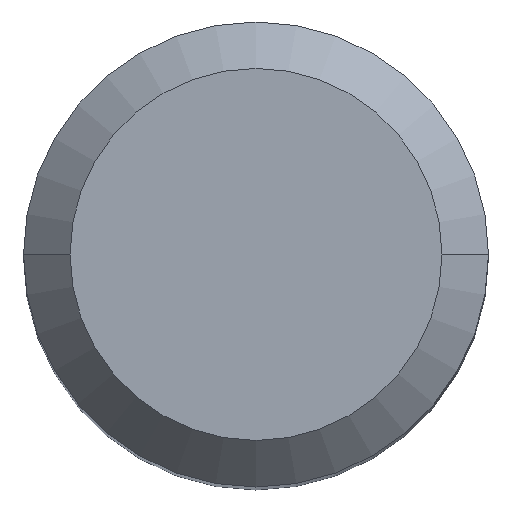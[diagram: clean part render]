
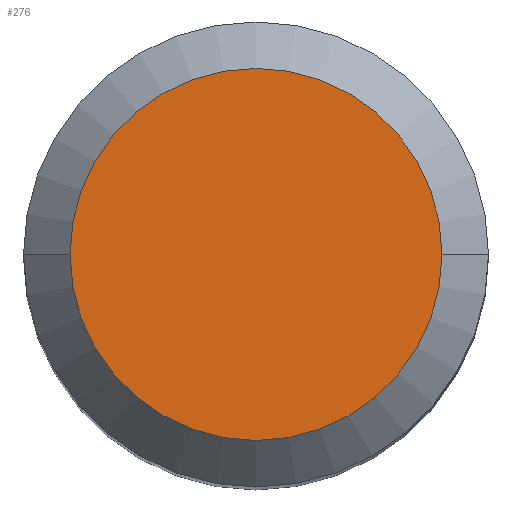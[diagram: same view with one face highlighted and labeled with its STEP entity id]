
A CAD part, top view. The second image highlights one B-rep face of the part: STEP entity #276.
In plain terms, the highlighted planar face has unit normal (0, 0, 1).
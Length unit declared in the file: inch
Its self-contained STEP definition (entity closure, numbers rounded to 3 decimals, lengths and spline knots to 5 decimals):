
#4 = CIRCLE ( 'NONE', #62, 0.18896 ) ;
#58 = CIRCLE ( 'NONE', #304, 0.18896 ) ;
#62 = AXIS2_PLACEMENT_3D ( 'NONE', #453, #138, #414 ) ;
#92 = EDGE_LOOP ( 'NONE', ( #313, #461 ) ) ;
#127 = CARTESIAN_POINT ( 'NONE',  ( 0.18896, 0., 0. ) ) ;
#138 = DIRECTION ( 'NONE',  ( 0., 0., 1. ) ) ;
#144 = DIRECTION ( 'NONE',  ( 0., 0., -1. ) ) ;
#179 = CARTESIAN_POINT ( 'NONE',  ( 0., 0., 0. ) ) ;
#237 = EDGE_CURVE ( 'NONE', #488, #239, #58, .T. ) ;
#239 = VERTEX_POINT ( 'NONE', #281 ) ;
#245 = FACE_OUTER_BOUND ( 'NONE', #92, .T. ) ;
#276 = ADVANCED_FACE ( 'NONE', ( #245 ), #331, .F. ) ;
#277 = DIRECTION ( 'NONE',  ( 0., 0., 1. ) ) ;
#281 = CARTESIAN_POINT ( 'NONE',  ( -0.18896, 0., 0. ) ) ;
#285 = DIRECTION ( 'NONE',  ( -1., 0., 0. ) ) ;
#304 = AXIS2_PLACEMENT_3D ( 'NONE', #179, #277, #371 ) ;
#312 = EDGE_CURVE ( 'NONE', #239, #488, #4, .T. ) ;
#313 = ORIENTED_EDGE ( 'NONE', *, *, #312, .T. ) ;
#331 = PLANE ( 'NONE',  #454 ) ;
#371 = DIRECTION ( 'NONE',  ( 1., 0., 0. ) ) ;
#414 = DIRECTION ( 'NONE',  ( 1., 0., 0. ) ) ;
#453 = CARTESIAN_POINT ( 'NONE',  ( 0., 0., 0. ) ) ;
#454 = AXIS2_PLACEMENT_3D ( 'NONE', #490, #144, #285 ) ;
#461 = ORIENTED_EDGE ( 'NONE', *, *, #237, .T. ) ;
#488 = VERTEX_POINT ( 'NONE', #127 ) ;
#490 = CARTESIAN_POINT ( 'NONE',  ( 0., 0., 0. ) ) ;
